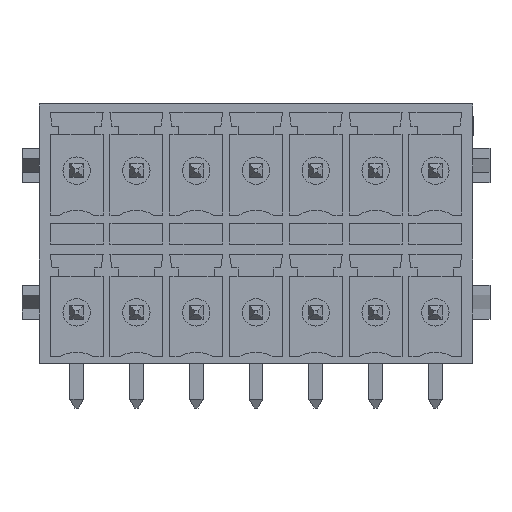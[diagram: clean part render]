
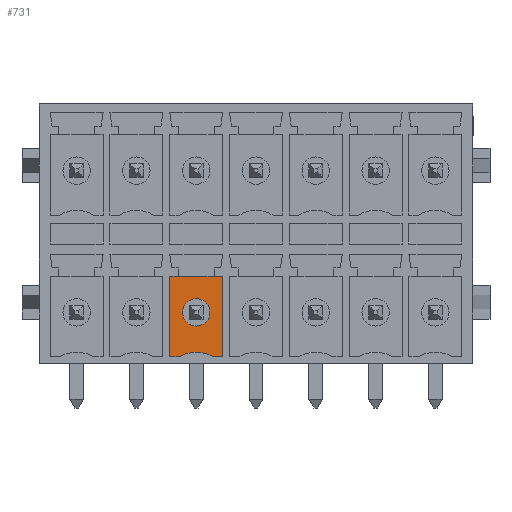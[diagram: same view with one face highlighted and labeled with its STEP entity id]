
A CAD part, front view. The second image highlights one B-rep face of the part: STEP entity #731.
In plain terms, the highlighted planar face has unit normal (0, -1, 0).
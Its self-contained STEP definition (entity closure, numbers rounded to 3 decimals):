
#28 = CARTESIAN_POINT ( 'NONE',  ( -2.45, -0.65, 5.1 ) ) ;
#731 = ADVANCED_FACE ( 'NONE', ( #8194, #37727 ), #45375, .T. ) ;
#799 = CARTESIAN_POINT ( 'NONE',  ( -3.5, -0.65, -8.3 ) ) ;
#2488 = DIRECTION ( 'NONE',  ( 1., 0., 0. ) ) ;
#2565 = DIRECTION ( 'NONE',  ( 0., -1., 0. ) ) ;
#2823 = CARTESIAN_POINT ( 'NONE',  ( -3.5, -0.65, 3. ) ) ;
#2825 = CARTESIAN_POINT ( 'NONE',  ( -3.5, -0.65, 2.2 ) ) ;
#2901 = ORIENTED_EDGE ( 'NONE', *, *, #27019, .T. ) ;
#3140 = CARTESIAN_POINT ( 'NONE',  ( -3.5, -0.65, 3. ) ) ;
#3573 = VERTEX_POINT ( 'NONE', #38789 ) ;
#3603 = CARTESIAN_POINT ( 'NONE',  ( -3.5, -0.65, 0.668 ) ) ;
#4286 = ORIENTED_EDGE ( 'NONE', *, *, #8582, .F. ) ;
#4543 = DIRECTION ( 'NONE',  ( 0., -1., 0. ) ) ;
#5972 = ORIENTED_EDGE ( 'NONE', *, *, #17465, .T. ) ;
#6812 = LINE ( 'NONE', #21901, #25707 ) ;
#7315 = DIRECTION ( 'NONE',  ( 0., 0., -1. ) ) ;
#7419 = VECTOR ( 'NONE', #35734, 1000. ) ;
#7459 = CARTESIAN_POINT ( 'NONE',  ( -5.05, -0.65, 5.1 ) ) ;
#7646 = ORIENTED_EDGE ( 'NONE', *, *, #38051, .F. ) ;
#7967 = DIRECTION ( 'NONE',  ( 0., 0., -1. ) ) ;
#8194 = FACE_OUTER_BOUND ( 'NONE', #41136, .T. ) ;
#8582 = EDGE_CURVE ( 'NONE', #45908, #14797, #46903, .T. ) ;
#9344 = VERTEX_POINT ( 'NONE', #21314 ) ;
#9840 = VERTEX_POINT ( 'NONE', #36580 ) ;
#9954 = DIRECTION ( 'NONE',  ( 0., 0., -1. ) ) ;
#10006 = CARTESIAN_POINT ( 'NONE',  ( -3.5, -0.65, -1.332 ) ) ;
#10329 = EDGE_CURVE ( 'NONE', #42414, #43358, #28093, .T. ) ;
#12118 = ORIENTED_EDGE ( 'NONE', *, *, #45484, .T. ) ;
#12171 = DIRECTION ( 'NONE',  ( 0., 0., -1. ) ) ;
#13101 = EDGE_CURVE ( 'NONE', #27528, #17796, #31988, .T. ) ;
#13191 = ORIENTED_EDGE ( 'NONE', *, *, #38721, .T. ) ;
#14597 = ORIENTED_EDGE ( 'NONE', *, *, #13101, .F. ) ;
#14797 = VERTEX_POINT ( 'NONE', #34030 ) ;
#14880 = CARTESIAN_POINT ( 'NONE',  ( -3.5, -0.65, 3.8 ) ) ;
#14908 = CARTESIAN_POINT ( 'NONE',  ( -1.95, -0.65, 5.1 ) ) ;
#15688 = CARTESIAN_POINT ( 'NONE',  ( -1.95, -0.65, 6.4 ) ) ;
#17364 = EDGE_LOOP ( 'NONE', ( #31550, #46666 ) ) ;
#17465 = EDGE_CURVE ( 'NONE', #22480, #45789, #27564, .T. ) ;
#17636 = AXIS2_PLACEMENT_3D ( 'NONE', #18829, #41645, #48534 ) ;
#17749 = ORIENTED_EDGE ( 'NONE', *, *, #25596, .F. ) ;
#17796 = VERTEX_POINT ( 'NONE', #14908 ) ;
#18205 = DIRECTION ( 'NONE',  ( 0., -1., 0. ) ) ;
#18829 = CARTESIAN_POINT ( 'NONE',  ( -3.5, -0.65, -1.332 ) ) ;
#19683 = VECTOR ( 'NONE', #37086, 1000. ) ;
#20533 = LINE ( 'NONE', #31672, #44513 ) ;
#21314 = CARTESIAN_POINT ( 'NONE',  ( -4.55, -0.65, 5.1 ) ) ;
#21336 = CARTESIAN_POINT ( 'NONE',  ( -1.95, -0.65, 5.1 ) ) ;
#21540 = ORIENTED_EDGE ( 'NONE', *, *, #40389, .F. ) ;
#21901 = CARTESIAN_POINT ( 'NONE',  ( -5.05, -0.65, 0.4 ) ) ;
#22480 = VERTEX_POINT ( 'NONE', #26171 ) ;
#22536 = DIRECTION ( 'NONE',  ( 1., 0., 0. ) ) ;
#24171 = CARTESIAN_POINT ( 'NONE',  ( -5.05, -0.65, 0.4 ) ) ;
#24990 = CARTESIAN_POINT ( 'NONE',  ( -2.45, -0.65, 5.1 ) ) ;
#25596 = EDGE_CURVE ( 'NONE', #22480, #9344, #42117, .T. ) ;
#25707 = VECTOR ( 'NONE', #37043, 1000. ) ;
#26171 = CARTESIAN_POINT ( 'NONE',  ( -5.05, -0.65, 5.1 ) ) ;
#26325 = AXIS2_PLACEMENT_3D ( 'NONE', #799, #4543, #7967 ) ;
#26916 = AXIS2_PLACEMENT_3D ( 'NONE', #3140, #18205, #7315 ) ;
#27019 = EDGE_CURVE ( 'NONE', #3573, #9840, #6812, .T. ) ;
#27473 = VECTOR ( 'NONE', #22536, 1000. ) ;
#27528 = VERTEX_POINT ( 'NONE', #28 ) ;
#27564 = LINE ( 'NONE', #42221, #46314 ) ;
#28093 = CIRCLE ( 'NONE', #46260, 0.8 ) ;
#28670 = DIRECTION ( 'NONE',  ( 1., 0., 0. ) ) ;
#30063 = CIRCLE ( 'NONE', #26916, 0.8 ) ;
#30597 = EDGE_CURVE ( 'NONE', #43358, #42414, #30063, .T. ) ;
#31550 = ORIENTED_EDGE ( 'NONE', *, *, #10329, .F. ) ;
#31672 = CARTESIAN_POINT ( 'NONE',  ( -5.05, -0.65, 0.4 ) ) ;
#31988 = LINE ( 'NONE', #21336, #7419 ) ;
#32305 = DIRECTION ( 'NONE',  ( 0., 0., 1. ) ) ;
#34030 = CARTESIAN_POINT ( 'NONE',  ( -4.5, -0.65, 0.4 ) ) ;
#34069 = CIRCLE ( 'NONE', #46707, 2. ) ;
#34205 = LINE ( 'NONE', #24990, #34621 ) ;
#34621 = VECTOR ( 'NONE', #2488, 1000. ) ;
#35734 = DIRECTION ( 'NONE',  ( 1., 0., 0. ) ) ;
#36580 = CARTESIAN_POINT ( 'NONE',  ( -1.95, -0.65, 0.4 ) ) ;
#37043 = DIRECTION ( 'NONE',  ( 1., 0., 0. ) ) ;
#37086 = DIRECTION ( 'NONE',  ( 0., 0., 1. ) ) ;
#37727 = FACE_BOUND ( 'NONE', #17364, .T. ) ;
#38051 = EDGE_CURVE ( 'NONE', #9344, #27528, #34205, .T. ) ;
#38721 = EDGE_CURVE ( 'NONE', #9840, #17796, #44497, .T. ) ;
#38789 = CARTESIAN_POINT ( 'NONE',  ( -2.5, -0.65, 0.4 ) ) ;
#40389 = EDGE_CURVE ( 'NONE', #3573, #45908, #34069, .T. ) ;
#40503 = DIRECTION ( 'NONE',  ( 0., -1., 0. ) ) ;
#41136 = EDGE_LOOP ( 'NONE', ( #7646, #17749, #5972, #12118, #4286, #21540, #2901, #13191, #14597 ) ) ;
#41645 = DIRECTION ( 'NONE',  ( 0., -1., 0. ) ) ;
#42117 = LINE ( 'NONE', #7459, #27473 ) ;
#42221 = CARTESIAN_POINT ( 'NONE',  ( -5.05, -0.65, 6.4 ) ) ;
#42414 = VERTEX_POINT ( 'NONE', #14880 ) ;
#43358 = VERTEX_POINT ( 'NONE', #2825 ) ;
#44497 = LINE ( 'NONE', #15688, #19683 ) ;
#44513 = VECTOR ( 'NONE', #28670, 1000. ) ;
#45375 = PLANE ( 'NONE',  #26325 ) ;
#45484 = EDGE_CURVE ( 'NONE', #45789, #14797, #20533, .T. ) ;
#45789 = VERTEX_POINT ( 'NONE', #24171 ) ;
#45908 = VERTEX_POINT ( 'NONE', #3603 ) ;
#46260 = AXIS2_PLACEMENT_3D ( 'NONE', #2823, #2565, #9954 ) ;
#46314 = VECTOR ( 'NONE', #12171, 1000. ) ;
#46666 = ORIENTED_EDGE ( 'NONE', *, *, #30597, .F. ) ;
#46707 = AXIS2_PLACEMENT_3D ( 'NONE', #10006, #40503, #32305 ) ;
#46903 = CIRCLE ( 'NONE', #17636, 2. ) ;
#48534 = DIRECTION ( 'NONE',  ( 0., 0., 1. ) ) ;
